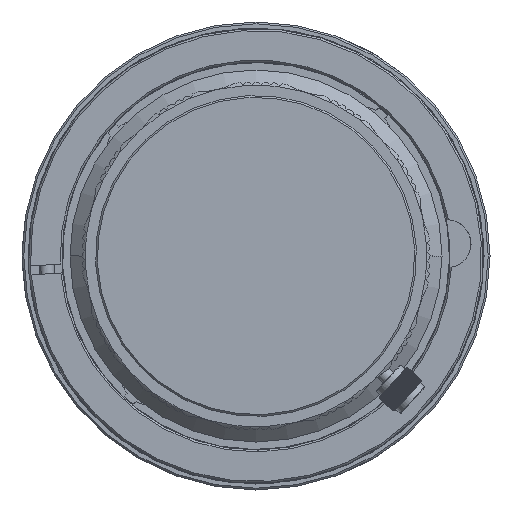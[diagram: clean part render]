
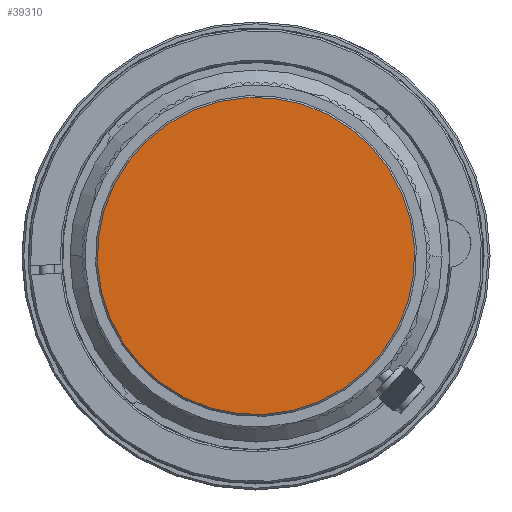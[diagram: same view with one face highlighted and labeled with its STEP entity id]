
A CAD part, left-side view. The second image highlights one B-rep face of the part: STEP entity #39310.
In plain terms, the highlighted planar face has unit normal (-1, 0, 0).
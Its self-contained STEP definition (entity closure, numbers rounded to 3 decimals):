
#881 = ORIENTED_EDGE ( 'NONE', *, *, #20273, .T. ) ;
#894 = DIRECTION ( 'NONE',  ( 1., 0., 0. ) ) ;
#6450 = VERTEX_POINT ( 'NONE', #35303 ) ;
#6619 = VERTEX_POINT ( 'NONE', #33402 ) ;
#9587 = EDGE_CURVE ( 'NONE', #6619, #6450, #33804, .T. ) ;
#14751 = AXIS2_PLACEMENT_3D ( 'NONE', #29208, #894, #52913 ) ;
#16391 = DIRECTION ( 'NONE',  ( 0., 0., -1. ) ) ;
#18838 = DIRECTION ( 'NONE',  ( 0., 0., -1. ) ) ;
#20273 = EDGE_CURVE ( 'NONE', #6450, #6619, #50845, .T. ) ;
#25213 = AXIS2_PLACEMENT_3D ( 'NONE', #54356, #44626, #16391 ) ;
#29208 = CARTESIAN_POINT ( 'NONE',  ( 0., 0., 0. ) ) ;
#31830 = FACE_OUTER_BOUND ( 'NONE', #44583, .T. ) ;
#33402 = CARTESIAN_POINT ( 'NONE',  ( 0., 0., -26.45 ) ) ;
#33804 = CIRCLE ( 'NONE', #25213, 26.45 ) ;
#35303 = CARTESIAN_POINT ( 'NONE',  ( 0., 0., 26.45 ) ) ;
#39310 = ADVANCED_FACE ( 'NONE', ( #31830 ), #43602, .F. ) ;
#42070 = AXIS2_PLACEMENT_3D ( 'NONE', #52671, #52463, #18838 ) ;
#43602 = PLANE ( 'NONE',  #14751 ) ;
#44583 = EDGE_LOOP ( 'NONE', ( #58970, #881 ) ) ;
#44626 = DIRECTION ( 'NONE',  ( -1., 0., 0. ) ) ;
#50845 = CIRCLE ( 'NONE', #42070, 26.45 ) ;
#52463 = DIRECTION ( 'NONE',  ( -1., 0., 0. ) ) ;
#52671 = CARTESIAN_POINT ( 'NONE',  ( 0., 0., 0. ) ) ;
#52913 = DIRECTION ( 'NONE',  ( 0., 0., -1. ) ) ;
#54356 = CARTESIAN_POINT ( 'NONE',  ( 0., 0., 0. ) ) ;
#58970 = ORIENTED_EDGE ( 'NONE', *, *, #9587, .T. ) ;
